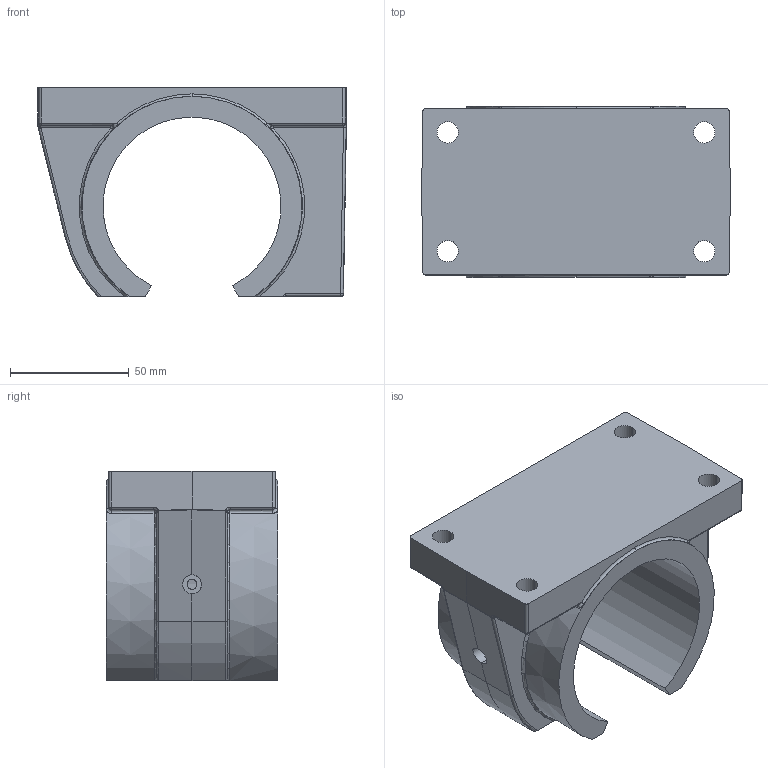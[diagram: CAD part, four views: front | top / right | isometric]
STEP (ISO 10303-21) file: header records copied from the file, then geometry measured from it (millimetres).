
FILE_DESCRIPTION (( 'STEP AP203' ), '1' );
FILE_NAME ('../0300_3-D-Daten/KGGO67-50.step', '2021-12-20T20:04:55', ( '' ), ( '' ), 'SwSTEP 2.0', 'SolidWorks 2021', '' );
FILE_SCHEMA (( 'CONFIG_CONTROL_DESIGN' ));
Length unit declared in the file: millimetre
Products named in the file (1): ../0300_3-D-Daten/KGGO67-50
Bounding box: 129.98 x 72 x 88 mm (x, y, z)
Volume: 324067.5 mm3; surface area: 56470.9 mm2
Topology: 1 solids, 1 shells, 127 faces, 302 edges, 175 vertices
Faces by surface type: cylinder 48, plane 32, bspline 16, torus 12, sphere 12, cone 7
Entity records: 4226 total; most frequent: CARTESIAN_POINT 1354, ORIENTED_EDGE 592, DIRECTION 586, EDGE_CURVE 296, AXIS2_PLACEMENT_3D 240, VERTEX_POINT 175, EDGE_LOOP 141, CIRCLE 128
